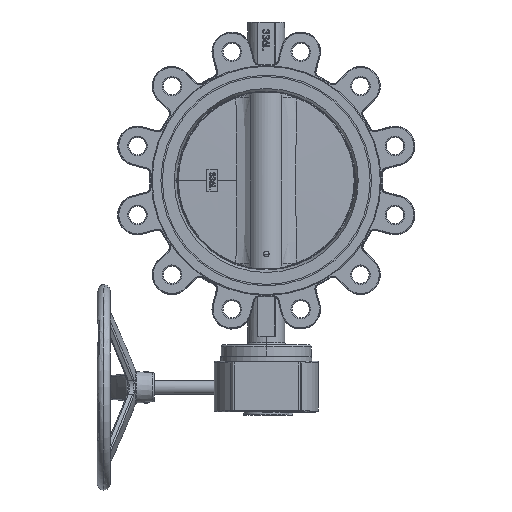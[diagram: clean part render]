
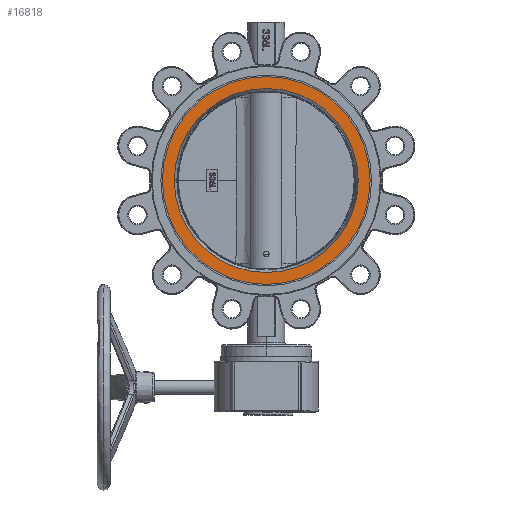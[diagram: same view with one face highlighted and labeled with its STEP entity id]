
A CAD part, top view. The second image highlights one B-rep face of the part: STEP entity #16818.
In plain terms, the highlighted planar face has unit normal (0, 0, 1).
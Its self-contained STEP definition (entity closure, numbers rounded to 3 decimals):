
#1209 = CARTESIAN_POINT ( 'NONE',  ( 144.2, 0., 35.9 ) ) ;
#1916 = CARTESIAN_POINT ( 'NONE',  ( -127.726, 0., 35.9 ) ) ;
#2248 = DIRECTION ( 'NONE',  ( 0., 0., -1. ) ) ;
#2355 = CARTESIAN_POINT ( 'NONE',  ( 127.726, 0., 35.9 ) ) ;
#4404 = AXIS2_PLACEMENT_3D ( 'NONE', #38682, #29029, #12562 ) ;
#4424 = EDGE_CURVE ( 'NONE', #18248, #58525, #66464, .T. ) ;
#10495 = AXIS2_PLACEMENT_3D ( 'NONE', #49206, #65001, #44368 ) ;
#12562 = DIRECTION ( 'NONE',  ( 1., 0., 0. ) ) ;
#12882 = CIRCLE ( 'NONE', #20588, 144.2 ) ;
#13758 = CARTESIAN_POINT ( 'NONE',  ( 0., 0., 35.9 ) ) ;
#16818 = ADVANCED_FACE ( 'NONE', ( #23895, #54856 ), #60354, .F. ) ;
#17042 = EDGE_CURVE ( 'NONE', #44338, #52070, #43667, .T. ) ;
#17240 = EDGE_CURVE ( 'NONE', #52070, #44338, #12882, .T. ) ;
#18248 = VERTEX_POINT ( 'NONE', #2355 ) ;
#18490 = CARTESIAN_POINT ( 'NONE',  ( 0., 0., 35.9 ) ) ;
#20588 = AXIS2_PLACEMENT_3D ( 'NONE', #18490, #60451, #34289 ) ;
#21694 = AXIS2_PLACEMENT_3D ( 'NONE', #13758, #49870, #60206 ) ;
#23895 = FACE_BOUND ( 'NONE', #64254, .T. ) ;
#25275 = CARTESIAN_POINT ( 'NONE',  ( -127.726, 0., 35.9 ) ) ;
#27449 = EDGE_LOOP ( 'NONE', ( #62137, #66741 ) ) ;
#28738 = CARTESIAN_POINT ( 'NONE',  ( -144.2, 0., 35.9 ) ) ;
#29029 = DIRECTION ( 'NONE',  ( 0., 0., 1. ) ) ;
#29871 = ORIENTED_EDGE ( 'NONE', *, *, #46555, .F. ) ;
#32058 = AXIS2_PLACEMENT_3D ( 'NONE', #1916, #2248, #45185 ) ;
#34038 = CIRCLE ( 'NONE', #4404, 127.726 ) ;
#34289 = DIRECTION ( 'NONE',  ( 1., 0., 0. ) ) ;
#38682 = CARTESIAN_POINT ( 'NONE',  ( 0., 0., 35.9 ) ) ;
#43667 = CIRCLE ( 'NONE', #21694, 144.2 ) ;
#44338 = VERTEX_POINT ( 'NONE', #28738 ) ;
#44368 = DIRECTION ( 'NONE',  ( 1., 0., 0. ) ) ;
#45185 = DIRECTION ( 'NONE',  ( -1., 0., 0. ) ) ;
#46555 = EDGE_CURVE ( 'NONE', #58525, #18248, #34038, .T. ) ;
#49206 = CARTESIAN_POINT ( 'NONE',  ( 0., 0., 35.9 ) ) ;
#49870 = DIRECTION ( 'NONE',  ( 0., 0., 1. ) ) ;
#52070 = VERTEX_POINT ( 'NONE', #1209 ) ;
#54856 = FACE_OUTER_BOUND ( 'NONE', #27449, .T. ) ;
#58525 = VERTEX_POINT ( 'NONE', #25275 ) ;
#59684 = ORIENTED_EDGE ( 'NONE', *, *, #4424, .F. ) ;
#60206 = DIRECTION ( 'NONE',  ( 1., 0., 0. ) ) ;
#60354 = PLANE ( 'NONE',  #32058 ) ;
#60451 = DIRECTION ( 'NONE',  ( 0., 0., 1. ) ) ;
#62137 = ORIENTED_EDGE ( 'NONE', *, *, #17240, .T. ) ;
#64254 = EDGE_LOOP ( 'NONE', ( #59684, #29871 ) ) ;
#65001 = DIRECTION ( 'NONE',  ( 0., 0., 1. ) ) ;
#66464 = CIRCLE ( 'NONE', #10495, 127.726 ) ;
#66741 = ORIENTED_EDGE ( 'NONE', *, *, #17042, .T. ) ;
